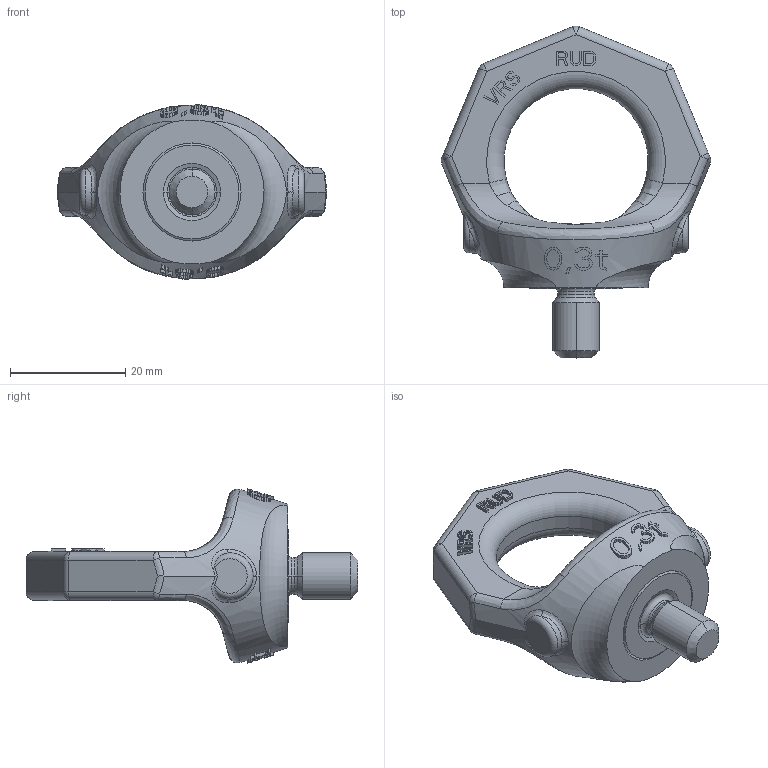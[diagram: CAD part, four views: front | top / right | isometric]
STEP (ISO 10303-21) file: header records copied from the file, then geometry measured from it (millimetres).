
FILE_DESCRIPTION((''),'2;1');
FILE_NAME('001-M35304-P-1_ASM','2016-01-13T',('Andreas.Wendler'),(''),'PRO/ENGINEER BY PARAMETRIC TECHNOLOGY CORPORATION, 2010140','PRO/ENGINEER BY PARAMETRIC TECHNOLOGY CORPORATION, 2010140','');
FILE_SCHEMA(('CONFIG_CONTROL_DESIGN'));
Length unit declared in the file: millimetre
Products named in the file (3): 001-M35304-P-1; 001-M35101-P-1; 001-M35304-P-1_ASM
Assembly tree (2 placements, depth 2):
  001-M35304-P-1_ASM
    001-M35304-P-1
    001-M35101-P-1
Bounding box: 46.73 x 57.57 x 30.25 mm (x, y, z)
Volume: 13888.3 mm3; surface area: 6703.9 mm2
Topology: 2 solids, 2 shells, 646 faces, 1776 edges, 1156 vertices
Faces by surface type: plane 526, bspline 52, cylinder 34, sphere 14, torus 12, cone 8
Entity records: 23388 total; most frequent: CARTESIAN_POINT 8201, ORIENTED_EDGE 3552, DIRECTION 2482, EDGE_CURVE 1776, VERTEX_POINT 1156, VECTOR 1056, LINE 1056, AXIS2_PLACEMENT_3D 713
